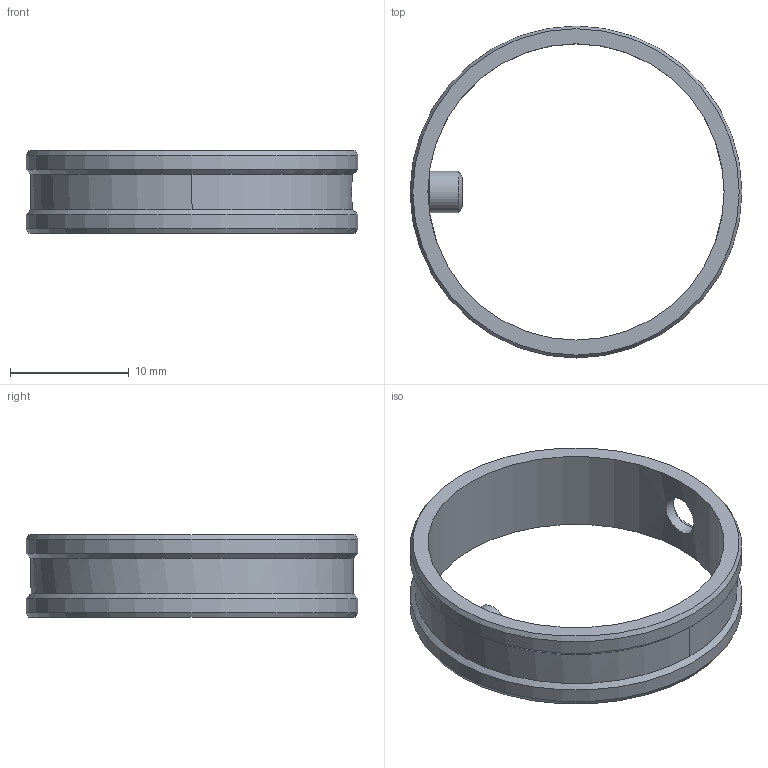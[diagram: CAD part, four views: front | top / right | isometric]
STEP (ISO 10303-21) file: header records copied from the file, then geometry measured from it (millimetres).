
FILE_DESCRIPTION(/* description */ ('Alibre Inc.'),/* implementation_level */ '2;1');
FILE_NAME(/* name */ 'export-D90B1BBA-FBC5-4831-ADD8-3363A05EBC9E',/* time_stamp */ '2023-12-28T16:33:43+01:00',/* author */ (''),/* organization */ (''),/* preprocessor_version */ 'ST-DEVELOPER v17',/* originating_system */ 'Alibre',/* authorisation */ '');
FILE_SCHEMA (('AUTOMOTIVE_DESIGN'));
Length unit declared in the file: millimetre
Products named in the file (3): 9049530250000
Bounding box: 28 x 28 x 7 mm (x, y, z)
Volume: 751.8 mm3; surface area: 1466.1 mm2
Topology: 2 solids, 2 shells, 45 faces, 120 edges, 79 vertices
Faces by surface type: plane 16, cone 14, cylinder 11, bspline 4
Full cylindrical faces by diameter (mm): 2 x1, 3.3 x1, 3.5 x1, 25 x1, 28 x2
Entity records: 1905 total; most frequent: CARTESIAN_POINT 829, ORIENTED_EDGE 238, DIRECTION 171, EDGE_CURVE 119, VERTEX_POINT 79, AXIS2_PLACEMENT_3D 75, EDGE_LOOP 50, FACE_BOUND 50
